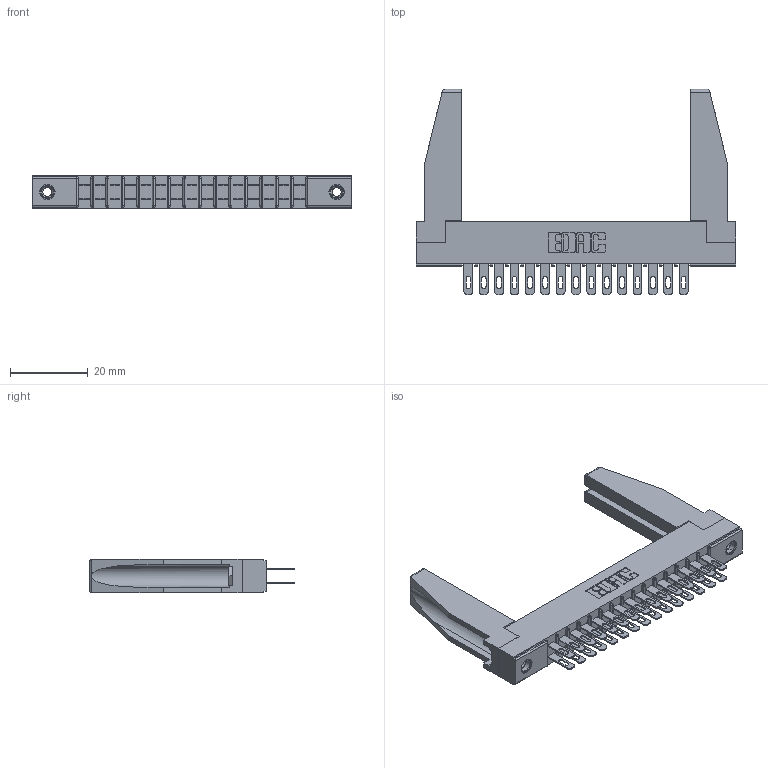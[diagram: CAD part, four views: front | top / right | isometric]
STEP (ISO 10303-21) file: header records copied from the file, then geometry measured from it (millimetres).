
FILE_DESCRIPTION (( 'STEP AP203' ), '1' );
FILE_NAME ('315-030-500-278.STEP', '2019-09-10T15:19:45', ( '' ), ( '' ), 'SwSTEP 2.0', 'SolidWorks 2016', '' );
FILE_SCHEMA (( 'CONFIG_CONTROL_DESIGN' ));
Length unit declared in the file: inch
Products named in the file (5): 315-030-500-278; 307-220-078; 305-290-001_500; 305 Part_.156 Dia; 345-250-001_345-250-001-102
Assembly tree (35 placements, depth 2):
  315-030-500-278
    305 Part_.156 Dia
    305-290-001_500  x30
    345-250-001_345-250-001-102  x2
    307-220-078  x2
Bounding box: 82.45 x 52.88 x 8.71 mm (x, y, z)
Volume: 9271.5 mm3; surface area: 13897.6 mm2
Topology: 35 solids, 35 shells, 1746 faces, 4951 edges, 3210 vertices
Faces by surface type: plane 992, cylinder 678, sphere 60, cone 12, torus 4
Entity records: 21989 total; most frequent: CARTESIAN_POINT 3645, ORIENTED_EDGE 3572, DIRECTION 3508, EDGE_CURVE 1786, VECTOR 1410, LINE 1410, VERTEX_POINT 1144, AXIS2_PLACEMENT_3D 1049
